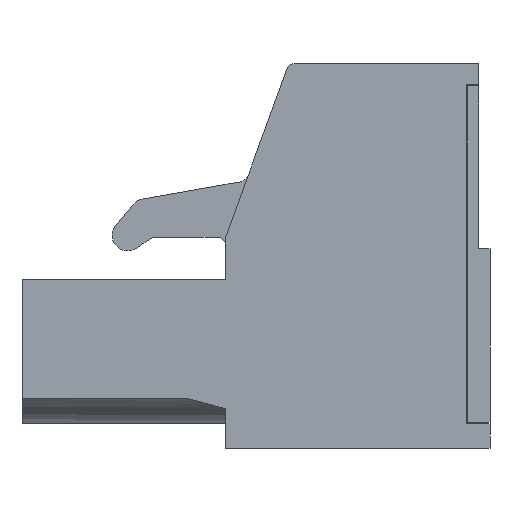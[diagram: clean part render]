
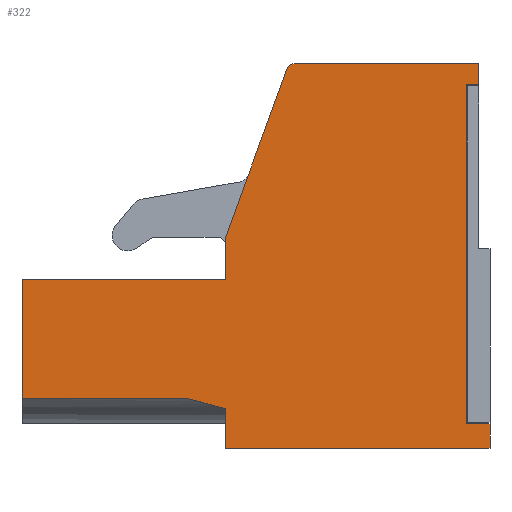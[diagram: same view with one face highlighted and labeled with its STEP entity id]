
A CAD part, front view. The second image highlights one B-rep face of the part: STEP entity #322.
In plain terms, the highlighted planar face has unit normal (0, -1, 0).
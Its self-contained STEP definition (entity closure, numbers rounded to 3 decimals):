
#322 = ADVANCED_FACE( '', ( #694 ), #695, .T. );
#694 = FACE_OUTER_BOUND( '', #1103, .T. );
#695 = PLANE( '', #1104 );
#1103 = EDGE_LOOP( '', ( #1987, #1988, #1989, #1990, #1991, #1992, #1993, #1994, #1995, #1996, #1997, #1998, #1999, #2000, #2001 ) );
#1104 = AXIS2_PLACEMENT_3D( '', #2002, #2003, #2004 );
#1987 = ORIENTED_EDGE( '', *, *, #2770, .T. );
#1988 = ORIENTED_EDGE( '', *, *, #2612, .F. );
#1989 = ORIENTED_EDGE( '', *, *, #2760, .F. );
#1990 = ORIENTED_EDGE( '', *, *, #2521, .F. );
#1991 = ORIENTED_EDGE( '', *, *, #2678, .T. );
#1992 = ORIENTED_EDGE( '', *, *, #2771, .F. );
#1993 = ORIENTED_EDGE( '', *, *, #2668, .F. );
#1994 = ORIENTED_EDGE( '', *, *, #2772, .T. );
#1995 = ORIENTED_EDGE( '', *, *, #2746, .T. );
#1996 = ORIENTED_EDGE( '', *, *, #2681, .T. );
#1997 = ORIENTED_EDGE( '', *, *, #2773, .T. );
#1998 = ORIENTED_EDGE( '', *, *, #2474, .F. );
#1999 = ORIENTED_EDGE( '', *, *, #2728, .F. );
#2000 = ORIENTED_EDGE( '', *, *, #2774, .F. );
#2001 = ORIENTED_EDGE( '', *, *, #2583, .F. );
#2002 = CARTESIAN_POINT( '', ( 102.426, -15.476, 1.1 ) );
#2003 = DIRECTION( '', ( 0., -1., 0. ) );
#2004 = DIRECTION( '', ( -1., 0., 0. ) );
#2474 = EDGE_CURVE( '', #2980, #2982, #2983, .T. );
#2521 = EDGE_CURVE( '', #3061, #3063, #3064, .T. );
#2583 = EDGE_CURVE( '', #3165, #3156, #3167, .T. );
#2612 = EDGE_CURVE( '', #3210, #3205, #3212, .T. );
#2668 = EDGE_CURVE( '', #3298, #3300, #3301, .T. );
#2678 = EDGE_CURVE( '', #3061, #3313, #3315, .T. );
#2681 = EDGE_CURVE( '', #3319, #3317, #3320, .T. );
#2728 = EDGE_CURVE( '', #3379, #2980, #3381, .T. );
#2746 = EDGE_CURVE( '', #3401, #3319, #3402, .T. );
#2760 = EDGE_CURVE( '', #3063, #3210, #3421, .T. );
#2770 = EDGE_CURVE( '', #3165, #3205, #3431, .T. );
#2771 = EDGE_CURVE( '', #3300, #3313, #3432, .T. );
#2772 = EDGE_CURVE( '', #3298, #3401, #3433, .T. );
#2773 = EDGE_CURVE( '', #3317, #2982, #3434, .T. );
#2774 = EDGE_CURVE( '', #3156, #3379, #3435, .T. );
#2980 = VERTEX_POINT( '', #3692 );
#2982 = VERTEX_POINT( '', #3695 );
#2983 = LINE( '', #3696, #3697 );
#3061 = VERTEX_POINT( '', #3805 );
#3063 = VERTEX_POINT( '', #3808 );
#3064 = LINE( '', #3809, #3810 );
#3156 = VERTEX_POINT( '', #3935 );
#3165 = VERTEX_POINT( '', #3949 );
#3167 = LINE( '', #3952, #3953 );
#3205 = VERTEX_POINT( '', #4007 );
#3210 = VERTEX_POINT( '', #4014 );
#3212 = LINE( '', #4017, #4018 );
#3298 = VERTEX_POINT( '', #4139 );
#3300 = VERTEX_POINT( '', #4142 );
#3301 = LINE( '', #4143, #4144 );
#3313 = VERTEX_POINT( '', #4161 );
#3315 = CIRCLE( '', #4164, 0.3 );
#3317 = VERTEX_POINT( '', #4166 );
#3319 = VERTEX_POINT( '', #4169 );
#3320 = LINE( '', #4170, #4171 );
#3379 = VERTEX_POINT( '', #4255 );
#3381 = LINE( '', #4258, #4259 );
#3401 = VERTEX_POINT( '', #4286 );
#3402 = LINE( '', #4287, #4288 );
#3421 = LINE( '', #4318, #4319 );
#3431 = LINE( '', #4332, #4333 );
#3432 = LINE( '', #4334, #4335 );
#3433 = LINE( '', #4336, #4337 );
#3434 = LINE( '', #4338, #4339 );
#3435 = LINE( '', #4340, #4341 );
#3692 = CARTESIAN_POINT( '', ( 92.276, -15.476, -13.5 ) );
#3695 = CARTESIAN_POINT( '', ( 92.276, -15.476, -11.9 ) );
#3696 = CARTESIAN_POINT( '', ( 92.276, -15.476, -11.9 ) );
#3697 = VECTOR( '', #4543, 1000. );
#3805 = CARTESIAN_POINT( '', ( 95.034, -15.476, 2. ) );
#3808 = CARTESIAN_POINT( '', ( 102.476, -15.476, 2. ) );
#3809 = CARTESIAN_POINT( '', ( 102.626, -15.476, 2. ) );
#3810 = VECTOR( '', #4596, 1000. );
#3935 = CARTESIAN_POINT( '', ( 102.926, -15.476, -12.5 ) );
#3949 = CARTESIAN_POINT( '', ( 101.976, -15.476, -12.5 ) );
#3952 = CARTESIAN_POINT( '', ( 103.126, -15.476, -12.5 ) );
#3953 = VECTOR( '', #4669, 1000. );
#4007 = CARTESIAN_POINT( '', ( 101.976, -15.476, 1.15 ) );
#4014 = CARTESIAN_POINT( '', ( 102.476, -15.476, 1.15 ) );
#4017 = CARTESIAN_POINT( '', ( 101.926, -15.476, 1.15 ) );
#4018 = VECTOR( '', #4692, 1000. );
#4139 = CARTESIAN_POINT( '', ( 92.276, -15.476, -6.7 ) );
#4142 = CARTESIAN_POINT( '', ( 92.276, -15.476, -5. ) );
#4143 = CARTESIAN_POINT( '', ( 92.276, -15.476, -11.9 ) );
#4144 = VECTOR( '', #4747, 1000. );
#4161 = CARTESIAN_POINT( '', ( 94.752, -15.476, 1.803 ) );
#4164 = AXIS2_PLACEMENT_3D( '', #4757, #4758, #4759 );
#4166 = CARTESIAN_POINT( '', ( 90.783, -15.476, -11.5 ) );
#4169 = CARTESIAN_POINT( '', ( 84.076, -15.476, -11.5 ) );
#4170 = CARTESIAN_POINT( '', ( 90.783, -15.476, -11.5 ) );
#4171 = VECTOR( '', #4761, 1000. );
#4255 = CARTESIAN_POINT( '', ( 102.926, -15.476, -13.5 ) );
#4258 = CARTESIAN_POINT( '', ( 92.276, -15.476, -13.5 ) );
#4259 = VECTOR( '', #4806, 1000. );
#4286 = CARTESIAN_POINT( '', ( 84.076, -15.476, -6.7 ) );
#4287 = CARTESIAN_POINT( '', ( 84.076, -15.476, -11.5 ) );
#4288 = VECTOR( '', #4826, 1000. );
#4318 = CARTESIAN_POINT( '', ( 102.476, -15.476, 0.84 ) );
#4319 = VECTOR( '', #4838, 1000. );
#4332 = CARTESIAN_POINT( '', ( 101.976, -15.476, -5.3 ) );
#4333 = VECTOR( '', #4848, 1000. );
#4334 = CARTESIAN_POINT( '', ( 92.144, -15.476, -5.361 ) );
#4335 = VECTOR( '', #4849, 1000. );
#4336 = CARTESIAN_POINT( '', ( 83.976, -15.476, -6.7 ) );
#4337 = VECTOR( '', #4850, 1000. );
#4338 = CARTESIAN_POINT( '', ( 92.276, -15.476, -11.9 ) );
#4339 = VECTOR( '', #4851, 1000. );
#4340 = CARTESIAN_POINT( '', ( 102.926, -15.476, -13.5 ) );
#4341 = VECTOR( '', #4852, 1000. );
#4543 = DIRECTION( '', ( 0., 0., 1. ) );
#4596 = DIRECTION( '', ( 1., 0., 0. ) );
#4669 = DIRECTION( '', ( 1., 0., 0. ) );
#4692 = DIRECTION( '', ( -1., 0., 0. ) );
#4747 = DIRECTION( '', ( 0., 0., 1. ) );
#4757 = CARTESIAN_POINT( '', ( 95.034, -15.476, 1.7 ) );
#4758 = DIRECTION( '', ( 0., -1., 0. ) );
#4759 = DIRECTION( '', ( 1., 0., 0. ) );
#4761 = DIRECTION( '', ( 1., 0., 0. ) );
#4806 = DIRECTION( '', ( -1., 0., 0. ) );
#4826 = DIRECTION( '', ( 0., 0., -1. ) );
#4838 = DIRECTION( '', ( 0., 0., -1. ) );
#4848 = DIRECTION( '', ( 0., 0., 1. ) );
#4849 = DIRECTION( '', ( 0.342, 0., 0.94 ) );
#4850 = DIRECTION( '', ( -1., 0., 0. ) );
#4851 = DIRECTION( '', ( 0.966, 0., -0.259 ) );
#4852 = DIRECTION( '', ( 0., 0., -1. ) );
